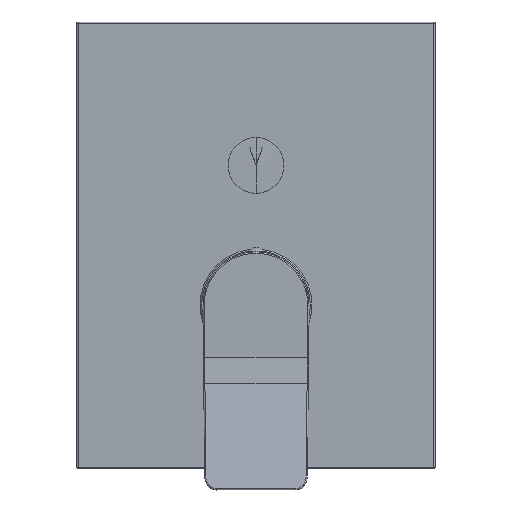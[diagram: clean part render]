
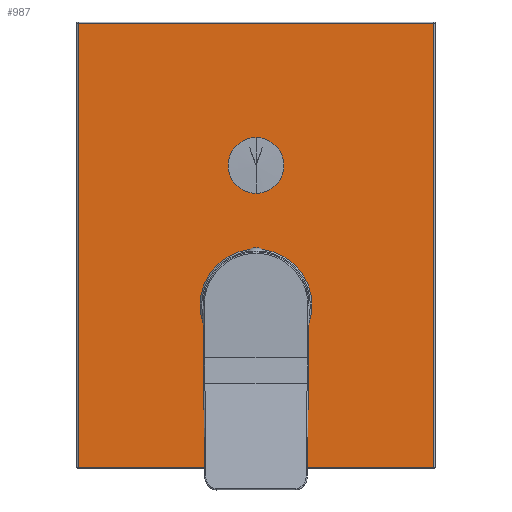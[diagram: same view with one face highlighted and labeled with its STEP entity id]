
A CAD part, top view. The second image highlights one B-rep face of the part: STEP entity #987.
In plain terms, the highlighted planar face has unit normal (0, 0, 1).
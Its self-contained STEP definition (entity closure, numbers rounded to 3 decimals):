
#39=DIRECTION('',(-1.,0.,0.));
#40=VECTOR('',#39,153.);
#41=CARTESIAN_POINT('',(76.5,95.75,60.));
#42=LINE('',#41,#40);
#43=DIRECTION('',(0.,1.,0.));
#44=VECTOR('',#43,191.);
#45=CARTESIAN_POINT('',(76.5,-95.25,60.));
#46=LINE('',#45,#44);
#47=DIRECTION('',(1.,0.,0.));
#48=VECTOR('',#47,153.);
#49=CARTESIAN_POINT('',(-76.5,-95.25,60.));
#50=LINE('',#49,#48);
#51=DIRECTION('',(0.,-1.,0.));
#52=VECTOR('',#51,191.);
#53=CARTESIAN_POINT('',(-76.5,95.75,60.));
#54=LINE('',#53,#52);
#182=CARTESIAN_POINT('',(0.,34.5,60.));
#183=DIRECTION('',(0.,0.,-1.));
#184=DIRECTION('',(-1.,0.,0.));
#185=AXIS2_PLACEMENT_3D('',#182,#183,#184);
#187=CARTESIAN_POINT('',(0.,34.5,60.));
#188=DIRECTION('',(0.,0.,-1.));
#189=DIRECTION('',(1.,0.,0.));
#190=AXIS2_PLACEMENT_3D('',#187,#188,#189);
#478=CARTESIAN_POINT('',(0.,-25.5,60.));
#479=DIRECTION('',(0.,0.,-1.));
#480=DIRECTION('',(-1.,0.,0.));
#481=AXIS2_PLACEMENT_3D('',#478,#479,#480);
#488=CARTESIAN_POINT('',(0.,-25.5,60.));
#489=DIRECTION('',(0.,0.,-1.));
#490=DIRECTION('',(1.,0.,0.));
#491=AXIS2_PLACEMENT_3D('',#488,#489,#490);
#880=CARTESIAN_POINT('',(76.5,95.75,60.));
#881=CARTESIAN_POINT('',(-76.5,95.75,60.));
#882=VERTEX_POINT('',#880);
#883=VERTEX_POINT('',#881);
#888=CARTESIAN_POINT('',(-76.5,-95.25,60.));
#889=VERTEX_POINT('',#888);
#894=CARTESIAN_POINT('',(76.5,-95.25,60.));
#895=VERTEX_POINT('',#894);
#908=CARTESIAN_POINT('',(-24.05,-25.5,60.));
#909=CARTESIAN_POINT('',(24.05,-25.5,60.));
#910=VERTEX_POINT('',#908);
#911=VERTEX_POINT('',#909);
#912=CARTESIAN_POINT('',(-10.,34.5,60.));
#913=CARTESIAN_POINT('',(10.,34.5,60.));
#914=VERTEX_POINT('',#912);
#915=VERTEX_POINT('',#913);
#961=CARTESIAN_POINT('',(0.,0.25,60.));
#962=DIRECTION('',(0.,0.,1.));
#963=DIRECTION('',(1.,0.,0.));
#964=AXIS2_PLACEMENT_3D('',#961,#962,#963);
#965=PLANE('',#964);
#967=ORIENTED_EDGE('',*,*,#966,.F.);
#969=ORIENTED_EDGE('',*,*,#968,.F.);
#970=ORIENTED_EDGE('',*,*,#944,.F.);
#972=ORIENTED_EDGE('',*,*,#971,.F.);
#973=EDGE_LOOP('',(#967,#969,#970,#972));
#974=FACE_OUTER_BOUND('',#973,.F.);
#976=ORIENTED_EDGE('',*,*,#975,.F.);
#978=ORIENTED_EDGE('',*,*,#977,.F.);
#979=EDGE_LOOP('',(#976,#978));
#980=FACE_BOUND('',#979,.F.);
#982=ORIENTED_EDGE('',*,*,#981,.F.);
#984=ORIENTED_EDGE('',*,*,#983,.F.);
#985=EDGE_LOOP('',(#982,#984));
#986=FACE_BOUND('',#985,.F.);
#987=ADVANCED_FACE('',(#974,#980,#986),#965,.T.);
#186=CIRCLE('',#185,10.);
#191=CIRCLE('',#190,10.);
#482=CIRCLE('',#481,24.05);
#492=CIRCLE('',#491,24.05);
#944=EDGE_CURVE('',#889,#895,#50,.T.);
#966=EDGE_CURVE('',#882,#883,#42,.T.);
#968=EDGE_CURVE('',#895,#882,#46,.T.);
#971=EDGE_CURVE('',#883,#889,#54,.T.);
#975=EDGE_CURVE('',#914,#915,#186,.T.);
#977=EDGE_CURVE('',#915,#914,#191,.T.);
#981=EDGE_CURVE('',#910,#911,#482,.T.);
#983=EDGE_CURVE('',#911,#910,#492,.T.);
